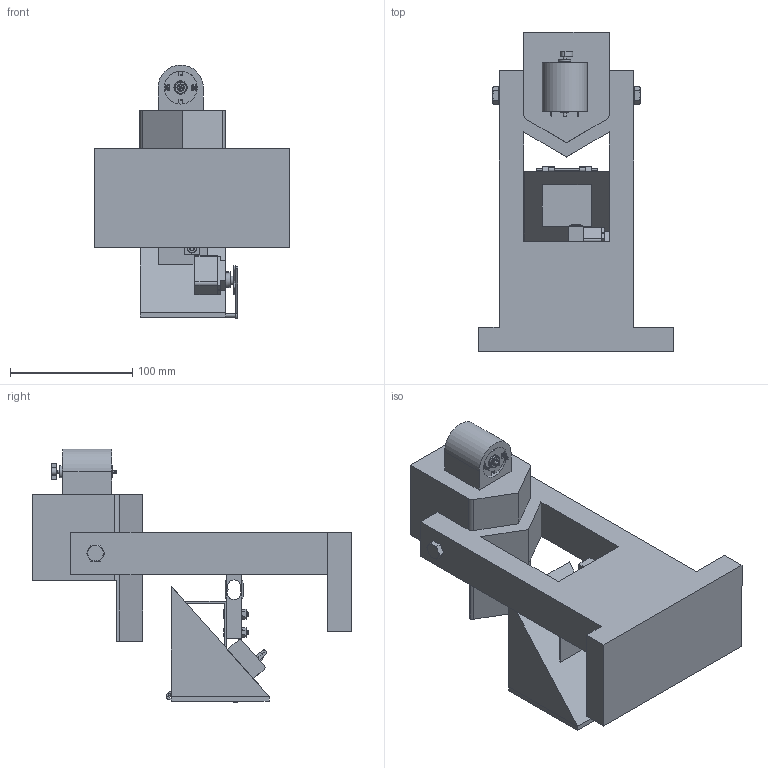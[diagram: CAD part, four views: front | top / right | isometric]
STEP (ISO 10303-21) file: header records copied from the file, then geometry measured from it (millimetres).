
FILE_DESCRIPTION(/* description */ (''),/* implementation_level */ '2;1');
FILE_NAME(/* name */ 'AssemblySI.stp',/* time_stamp */ '2020-04-26T17:14:39+06:00',/* author */ ('Aarya'),/* organization */ (''),/* preprocessor_version */ 'ST-DEVELOPER v18',/* originating_system */ 'Autodesk Inventor 2020',/* authorisation */ '');
FILE_SCHEMA (('AUTOMOTIVE_DESIGN { 1 0 10303 214 3 1 1 }'));
Length unit declared in the file: millimetre
Products named in the file (18): Assembly1; lower salt container; lower salt cap; servo motor; canh quat servo; rod; Weight Sensor; base; AS 1427 - M4 x 16(8); AS 1427 - M4 x 6(8); AS 1427 - M4 x 20(8); salt upper; rod of lower salt; CNS 4411 - M 8 x 10; BS EN ISO 4017 - M8 x 30; ISO 8673 - M8 x 1(5); dc vibrator; ANSI B18.2.4.2M - M4x0.7
Assembly tree (21 placements, depth 2):
  Assembly1
    lower salt container
    lower salt cap
    servo motor
    canh quat servo
    rod
    Weight Sensor
    base
    AS 1427 - M4 x 16(8)
    AS 1427 - M4 x 6(8)
    AS 1427 - M4 x 20(8)  x2
    salt upper
    rod of lower salt
    CNS 4411 - M 8 x 10
    BS EN ISO 4017 - M8 x 30  x2
    ISO 8673 - M8 x 1(5)  x2
    dc vibrator
    ANSI B18.2.4.2M - M4x0.7  x2
Bounding box: 160 x 261.66 x 207.96 mm (x, y, z)
Volume: 917801.7 mm3; surface area: 235073.4 mm2
Topology: 21 solids, 21 shells, 632 faces, 1554 edges, 970 vertices
Faces by surface type: plane 281, cylinder 189, cone 93, torus 38, bspline 27, sphere 4
Full cylindrical faces by diameter (mm): 0.5 x17, 1 x1, 1.5 x2, 2 x6, 2.4 x2, 3 x4, 3.141 x4, 3.242 x4, 4 x4, 4.134 x4, 4.242 x2, 4.5 x1, 4.6 x1, 4.8 x1, 5.5 x1, 6 x1, 6.466 x1, 6.917 x2, 7 x1, 8 x3, 10 x6, 11.63 x2, 27 x1, 27.6 x1
Entity records: 17939 total; most frequent: CARTESIAN_POINT 3615, DIRECTION 2969, ORIENTED_EDGE 2714, EDGE_CURVE 1357, AXIS2_PLACEMENT_3D 1137, VERTEX_POINT 863, LINE 695, VECTOR 695
